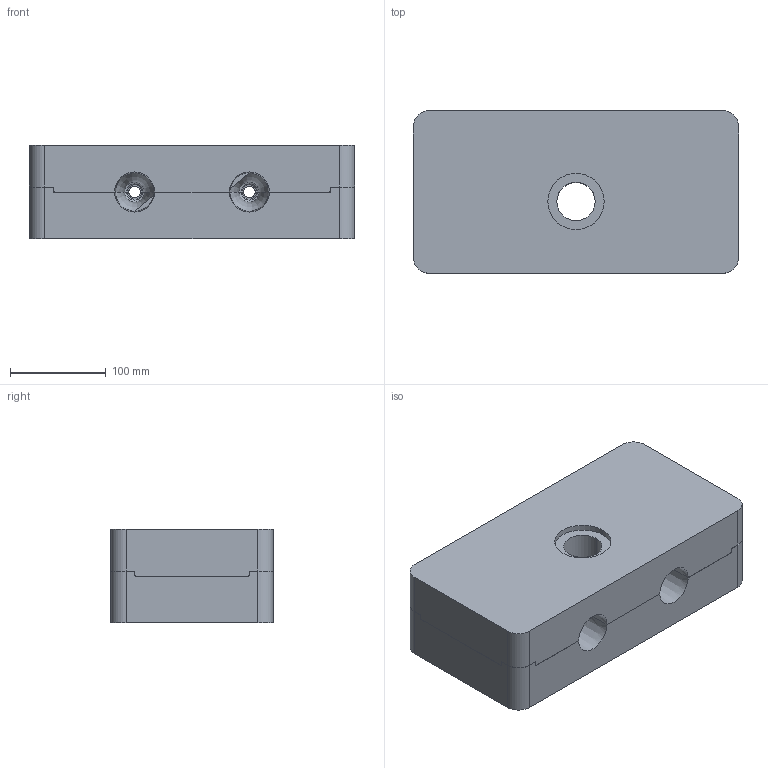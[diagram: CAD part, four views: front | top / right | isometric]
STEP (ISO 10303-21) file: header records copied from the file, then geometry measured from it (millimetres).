
FILE_DESCRIPTION((''),'2;1');
FILE_NAME('MFG0001_ASM','2018-05-12T',('Administrator'),(''),'CREO PARAMETRIC BY PTC INC, 2014190','CREO PARAMETRIC BY PTC INC, 2014190','');
FILE_SCHEMA(('CONFIG_CONTROL_DESIGN'));
Length unit declared in the file: millimetre
Products named in the file (3): MOLD_VOL_5; MOLD_VOL_6; MFG0001_ASM
Assembly tree (2 placements, depth 2):
  MFG0001_ASM
    MOLD_VOL_5
    MOLD_VOL_6
Bounding box: 340 x 170 x 98 mm (x, y, z)
Volume: 5225216.9 mm3; surface area: 352698 mm2
Topology: 2 solids, 2 shells, 728 faces, 1970 edges, 1245 vertices
Faces by surface type: plane 259, bspline 160, cylinder 141, cone 100, torus 56, revolution 8, sphere 4
Entity records: 29464 total; most frequent: CARTESIAN_POINT 11617, ORIENTED_EDGE 3940, DIRECTION 3617, EDGE_CURVE 1970, AXIS2_PLACEMENT_3D 1366, VERTEX_POINT 1245, VECTOR 877, LINE 877
